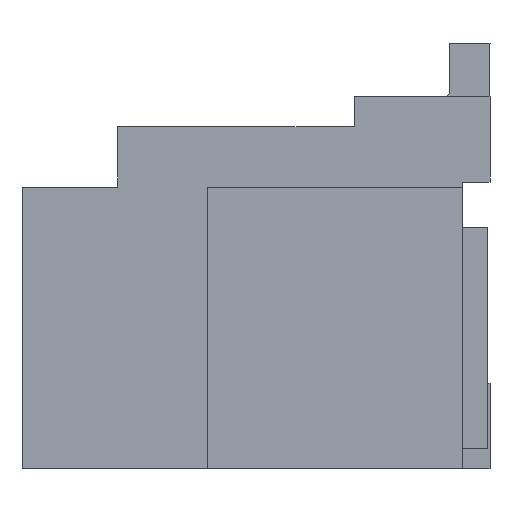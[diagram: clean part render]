
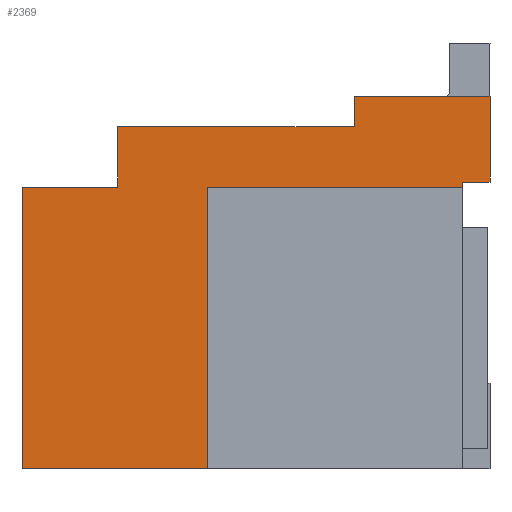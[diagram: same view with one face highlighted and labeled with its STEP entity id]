
A CAD part, left-side view. The second image highlights one B-rep face of the part: STEP entity #2369.
In plain terms, the highlighted planar face has unit normal (-1, 0, 0).
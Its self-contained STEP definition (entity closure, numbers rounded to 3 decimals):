
#405=DIRECTION('',(0.,0.,-1.));
#406=VECTOR('',#405,0.05);
#407=CARTESIAN_POINT('',(-2.125,0.27,2.85));
#408=LINE('1175',#407,#406);
#409=DIRECTION('',(0.,0.,-1.));
#410=VECTOR('',#409,2.8);
#411=CARTESIAN_POINT('',(-2.125,2.81,2.8));
#412=LINE('1177',#411,#410);
#413=DIRECTION('',(0.,1.,0.));
#414=VECTOR('',#413,1.84);
#415=CARTESIAN_POINT('',(-2.125,2.81,0.));
#416=LINE('1052',#415,#414);
#417=DIRECTION('',(0.,-1.,0.));
#418=VECTOR('',#417,2.54);
#419=CARTESIAN_POINT('',(-2.125,2.81,2.8));
#420=LINE('1176',#419,#418);
#441=DIRECTION('',(0.,0.,-1.));
#442=VECTOR('',#441,2.8);
#443=CARTESIAN_POINT('',(-2.125,4.65,2.8));
#444=LINE('1178',#443,#442);
#481=DIRECTION('',(0.,0.,-1.));
#482=VECTOR('',#481,0.3);
#483=CARTESIAN_POINT('',(-2.125,1.35,3.7));
#484=LINE('1182',#483,#482);
#665=DIRECTION('',(0.,1.,0.));
#666=VECTOR('',#665,1.35);
#667=CARTESIAN_POINT('',(-2.125,0.,3.7));
#668=LINE('1255',#667,#666);
#849=DIRECTION('',(0.,-1.,0.));
#850=VECTOR('',#849,0.27);
#851=CARTESIAN_POINT('',(-2.125,0.27,2.85));
#852=LINE('1183',#851,#850);
#865=DIRECTION('',(0.,0.,1.));
#866=VECTOR('',#865,0.85);
#867=CARTESIAN_POINT('',(-2.125,0.,2.85));
#868=LINE('1292',#867,#866);
#917=DIRECTION('',(0.,1.,0.));
#918=VECTOR('',#917,2.35);
#919=CARTESIAN_POINT('',(-2.125,1.35,3.4));
#920=LINE('1181',#919,#918);
#969=DIRECTION('',(0.,0.,-1.));
#970=VECTOR('',#969,0.6);
#971=CARTESIAN_POINT('',(-2.125,3.7,3.4));
#972=LINE('1180',#971,#970);
#989=DIRECTION('',(0.,1.,0.));
#990=VECTOR('',#989,0.95);
#991=CARTESIAN_POINT('',(-2.125,3.7,2.8));
#992=LINE('1179',#991,#990);
#1249=CARTESIAN_POINT('',(-2.125,4.65,0.));
#1250=VERTEX_POINT('',#1249);
#1251=CARTESIAN_POINT('',(-2.125,2.81,0.));
#1252=VERTEX_POINT('',#1251);
#1378=CARTESIAN_POINT('',(-2.125,0.27,2.85));
#1380=VERTEX_POINT('',#1378);
#1439=CARTESIAN_POINT('',(-2.125,0.27,2.8));
#1440=VERTEX_POINT('',#1439);
#1441=CARTESIAN_POINT('',(-2.125,2.81,2.8));
#1442=VERTEX_POINT('',#1441);
#1443=CARTESIAN_POINT('',(-2.125,4.65,2.8));
#1444=VERTEX_POINT('',#1443);
#1445=CARTESIAN_POINT('',(-2.125,3.7,2.8));
#1446=VERTEX_POINT('',#1445);
#1447=CARTESIAN_POINT('',(-2.125,3.7,3.4));
#1448=VERTEX_POINT('',#1447);
#1449=CARTESIAN_POINT('',(-2.125,1.35,3.4));
#1450=VERTEX_POINT('',#1449);
#1451=CARTESIAN_POINT('',(-2.125,1.35,3.7));
#1452=VERTEX_POINT('',#1451);
#1453=CARTESIAN_POINT('',(-2.125,0.,2.85));
#1454=VERTEX_POINT('',#1453);
#1545=CARTESIAN_POINT('',(-2.125,0.,3.7));
#1546=VERTEX_POINT('',#1545);
#2341=CARTESIAN_POINT('',(-2.125,2.325,1.85));
#2342=DIRECTION('',(1.,0.,0.));
#2343=DIRECTION('',(0.,-1.,0.));
#2344=AXIS2_PLACEMENT_3D('',#2341,#2342,#2343);
#2345=PLANE('1399',#2344);
#2346=ORIENTED_EDGE('1175',*,*,#1956,.T.);
#2348=ORIENTED_EDGE('1176',*,*,#2347,.F.);
#2349=ORIENTED_EDGE('1177',*,*,#2332,.T.);
#2350=ORIENTED_EDGE('1052',*,*,#1658,.T.);
#2352=ORIENTED_EDGE('1178',*,*,#2351,.F.);
#2354=ORIENTED_EDGE('1179',*,*,#2353,.F.);
#2356=ORIENTED_EDGE('1180',*,*,#2355,.F.);
#2358=ORIENTED_EDGE('1181',*,*,#2357,.F.);
#2360=ORIENTED_EDGE('1182',*,*,#2359,.F.);
#2362=ORIENTED_EDGE('1255',*,*,#2361,.F.);
#2364=ORIENTED_EDGE('1292',*,*,#2363,.F.);
#2366=ORIENTED_EDGE('1183',*,*,#2365,.F.);
#2367=EDGE_LOOP('1399',(#2346,#2348,#2349,#2350,#2352,#2354,#2356,#2358,#2360,
#2362,#2364,#2366));
#2368=FACE_OUTER_BOUND('1399',#2367,.F.);
#2369=ADVANCED_FACE('1399',(#2368),#2345,.F.);
#1658=EDGE_CURVE('1052',#1252,#1250,#416,.T.);
#1956=EDGE_CURVE('1175',#1380,#1440,#408,.T.);
#2332=EDGE_CURVE('1177',#1442,#1252,#412,.T.);
#2347=EDGE_CURVE('1176',#1442,#1440,#420,.T.);
#2351=EDGE_CURVE('1178',#1444,#1250,#444,.T.);
#2353=EDGE_CURVE('1179',#1446,#1444,#992,.T.);
#2355=EDGE_CURVE('1180',#1448,#1446,#972,.T.);
#2357=EDGE_CURVE('1181',#1450,#1448,#920,.T.);
#2359=EDGE_CURVE('1182',#1452,#1450,#484,.T.);
#2361=EDGE_CURVE('1255',#1546,#1452,#668,.T.);
#2363=EDGE_CURVE('1292',#1454,#1546,#868,.T.);
#2365=EDGE_CURVE('1183',#1380,#1454,#852,.T.);
